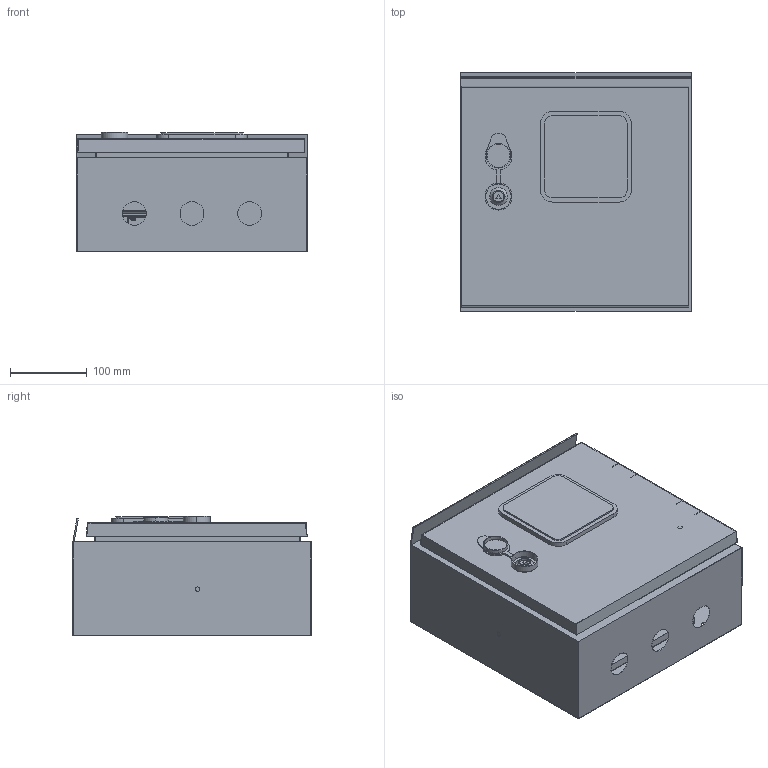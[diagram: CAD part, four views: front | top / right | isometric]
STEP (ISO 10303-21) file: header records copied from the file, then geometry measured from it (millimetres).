
FILE_DESCRIPTION (( 'STEP AP214' ), '1' );
FILE_NAME ('MKM51-N-01-54.STEP', '2021-04-19T12:01:10', ( '' ), ( '' ), 'SwSTEP 2.0', 'SolidWorks 2017', '' );
FILE_SCHEMA (( 'AUTOMOTIVE_DESIGN' ));
Length unit declared in the file: millimetre
Products named in the file (10): Obolochka; zakliopka vitiazhnaya_4x2.4; DIN-疱殛郷妶個 019.08.03; Panel_-01; MKM51-N-01-54; DIN-疱殛郷妶個 019.08.04; ﾊﾈﾂﾀ 062_ﾄ粢; Gaika_6; Ï-ñêîáà_Šˆ‚€ 019.08.02; Panel
Assembly tree (16 placements, depth 3):
  MKM51-N-01-54
    Obolochka
    Panel_-01
      Panel
      DIN-疱殛郷妶個 019.08.04
      Ï-ñêîáà_Šˆ‚€ 019.08.02
      DIN-疱殛郷妶個 019.08.03
      zakliopka vitiazhnaya_4x2.4  x6
    ﾊﾈﾂﾀ 062_ﾄ粢
    Gaika_6  x3
Bounding box: 300 x 310 x 155.85 mm (x, y, z)
Volume: 530137.4 mm3; surface area: 966815.2 mm2
Topology: 15 solids, 15 shells, 523 faces, 1206 edges, 748 vertices
Faces by surface type: plane 259, cylinder 204, torus 36, cone 12, sphere 12
Entity records: 12371 total; most frequent: DIRECTION 2174, CARTESIAN_POINT 2002, ORIENTED_EDGE 1936, EDGE_CURVE 968, AXIS2_PLACEMENT_3D 778, VECTOR 618, LINE 618, VERTEX_POINT 606
